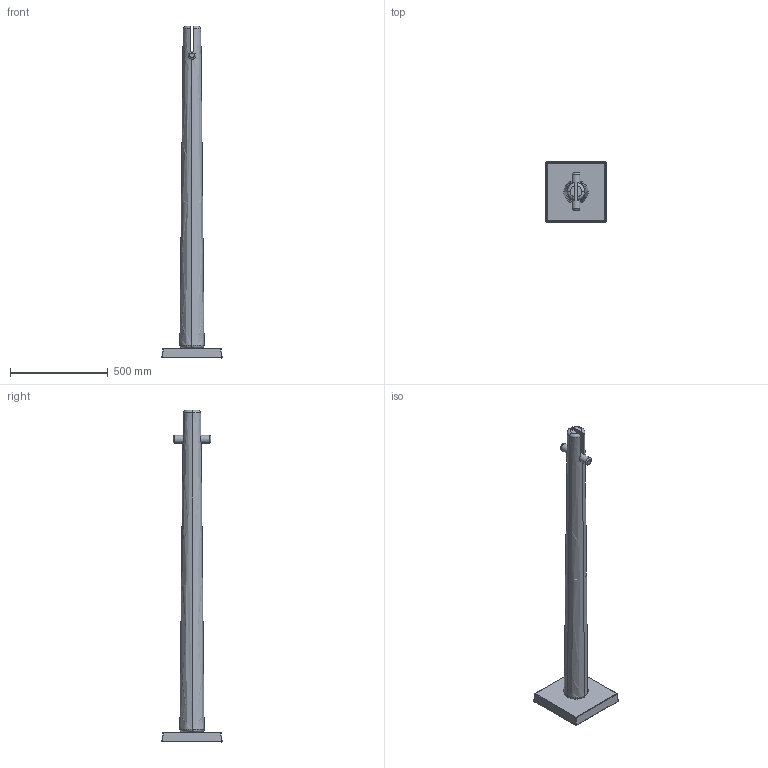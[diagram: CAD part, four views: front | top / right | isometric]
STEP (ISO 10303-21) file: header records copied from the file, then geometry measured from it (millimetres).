
FILE_DESCRIPTION(('HOOPS Exchange Step'),'2;1');
FILE_NAME('temp_export','2024-02-02T11:05:10+06:-30',('abhishekkumar'),('Shapr3D Limited'),'HOOPS Exchange 2023.2','Shapr3D','Authorized');
FILE_SCHEMA( ('AUTOMOTIVE_DESIGN { 1 0 10303 214 1 1 1 1 }') );
Length unit declared in the file: millimetre
Products named in the file (3): curve_set_0; coat hanger for print final design.stp; root
Assembly tree (2 placements, depth 3):
  root
    coat hanger for print final design.stp
      curve_set_0
Bounding box: 308.37 x 308.36 x 1700 mm (x, y, z)
Volume: 10181193.8 mm3; surface area: 1342949.4 mm2
Topology: 4 solids, 4 shells, 73 faces, 161 edges, 98 vertices
Faces by surface type: plane 20, cylinder 19, bspline 18, sphere 16
Full cylindrical faces by diameter (mm): 40 x1
Entity records: 3812 total; most frequent: CARTESIAN_POINT 2287, ORIENTED_EDGE 322, DIRECTION 288, EDGE_CURVE 161, AXIS2_PLACEMENT_3D 118, VERTEX_POINT 98, EDGE_LOOP 75, FACE_BOUND 75
